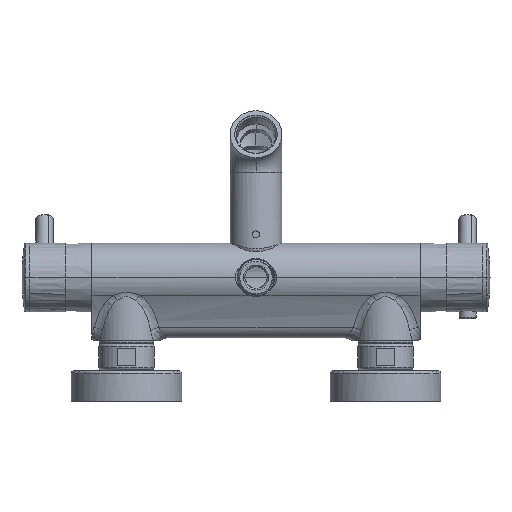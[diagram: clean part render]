
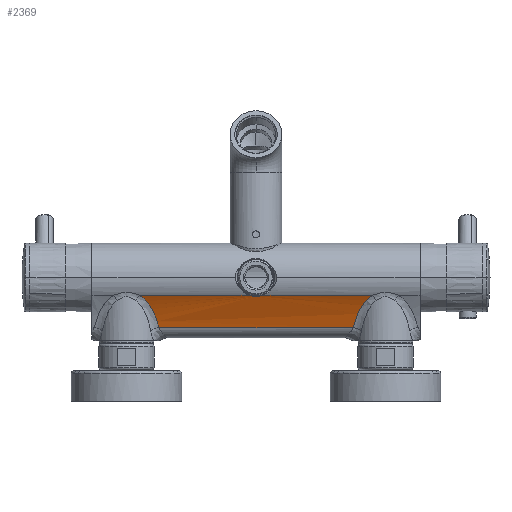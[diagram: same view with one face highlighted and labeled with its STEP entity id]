
A CAD part, front view. The second image highlights one B-rep face of the part: STEP entity #2369.
In plain terms, the highlighted cylindrical face has radius 100 mm (diameter 200 mm), a partial arc.
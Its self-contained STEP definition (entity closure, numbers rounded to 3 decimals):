
#2271=CARTESIAN_POINT('Axis2P3D Location',(-26.02,-103.077,-61.442)) ;
#2277=CARTESIAN_POINT('Control Point',(4.017,-17.179,-10.24)) ;
#2278=CARTESIAN_POINT('Control Point',(3.254,-17.001,-10.54)) ;
#2279=CARTESIAN_POINT('Control Point',(2.469,-16.867,-10.767)) ;
#2280=CARTESIAN_POINT('Control Point',(1.637,-16.775,-10.925)) ;
#2281=CARTESIAN_POINT('Control Point',(0.822,-16.731,-11.)) ;
#2282=CARTESIAN_POINT('Control Point',(0.,-16.731,-11.)) ;
#2283=CARTESIAN_POINT('Vertex',(4.017,-17.179,-10.24)) ;
#2285=CARTESIAN_POINT('Vertex',(0.,-16.731,-11.)) ;
#2289=CARTESIAN_POINT('Control Point',(0.,-16.731,-11.)) ;
#2290=CARTESIAN_POINT('Control Point',(-0.821,-16.731,-11.)) ;
#2291=CARTESIAN_POINT('Control Point',(-1.637,-16.775,-10.925)) ;
#2292=CARTESIAN_POINT('Control Point',(-2.468,-16.867,-10.767)) ;
#2293=CARTESIAN_POINT('Control Point',(-3.254,-17.001,-10.54)) ;
#2294=CARTESIAN_POINT('Control Point',(-4.017,-17.179,-10.24)) ;
#2295=CARTESIAN_POINT('Vertex',(-4.017,-17.179,-10.24)) ;
#2299=CARTESIAN_POINT('Control Point',(-4.017,-17.179,-10.24)) ;
#2300=CARTESIAN_POINT('Control Point',(-25.24,-17.18,-10.24)) ;
#2301=CARTESIAN_POINT('Control Point',(-46.464,-17.179,-10.24)) ;
#2302=CARTESIAN_POINT('Control Point',(-67.688,-17.179,-10.24)) ;
#2303=CARTESIAN_POINT('Vertex',(-67.688,-17.179,-10.24)) ;
#2307=CARTESIAN_POINT('Control Point',(-67.688,-17.18,-10.24)) ;
#2308=CARTESIAN_POINT('Control Point',(-67.023,-16.948,-10.629)) ;
#2309=CARTESIAN_POINT('Control Point',(-66.374,-16.693,-11.061)) ;
#2310=CARTESIAN_POINT('Control Point',(-65.743,-16.417,-11.537)) ;
#2311=CARTESIAN_POINT('Control Point',(-64.121,-15.631,-12.914)) ;
#2312=CARTESIAN_POINT('Control Point',(-62.64,-14.728,-14.574)) ;
#2313=CARTESIAN_POINT('Control Point',(-61.786,-14.134,-15.706)) ;
#2314=CARTESIAN_POINT('Control Point',(-60.405,-13.063,-17.836)) ;
#2315=CARTESIAN_POINT('Control Point',(-59.218,-11.964,-20.206)) ;
#2316=CARTESIAN_POINT('Control Point',(-58.745,-11.494,-21.26)) ;
#2317=CARTESIAN_POINT('Control Point',(-57.898,-10.594,-23.36)) ;
#2318=CARTESIAN_POINT('Control Point',(-57.167,-9.716,-25.585)) ;
#2319=CARTESIAN_POINT('Control Point',(-56.843,-9.305,-26.674)) ;
#2320=CARTESIAN_POINT('Control Point',(-56.542,-8.902,-27.789)) ;
#2321=CARTESIAN_POINT('Control Point',(-56.264,-8.511,-28.926)) ;
#2322=CARTESIAN_POINT('Vertex',(-56.264,-8.511,-28.926)) ;
#2325=CARTESIAN_POINT('Line Origine',(-26.02,-8.511,-28.926)) ;
#2329=CARTESIAN_POINT('Vertex',(56.264,-8.511,-28.926)) ;
#2333=CARTESIAN_POINT('Control Point',(56.264,-8.511,-28.926)) ;
#2334=CARTESIAN_POINT('Control Point',(56.593,-8.973,-27.582)) ;
#2335=CARTESIAN_POINT('Control Point',(56.953,-9.451,-26.27)) ;
#2336=CARTESIAN_POINT('Control Point',(57.346,-9.942,-24.992)) ;
#2337=CARTESIAN_POINT('Control Point',(58.166,-10.898,-22.624)) ;
#2338=CARTESIAN_POINT('Control Point',(59.125,-11.872,-20.41)) ;
#2339=CARTESIAN_POINT('Control Point',(59.611,-12.335,-19.398)) ;
#2340=CARTESIAN_POINT('Control Point',(60.493,-13.115,-17.753)) ;
#2341=CARTESIAN_POINT('Control Point',(61.475,-13.876,-16.234)) ;
#2342=CARTESIAN_POINT('Control Point',(61.892,-14.181,-15.637)) ;
#2343=CARTESIAN_POINT('Control Point',(62.733,-14.761,-14.524)) ;
#2344=CARTESIAN_POINT('Control Point',(63.636,-15.313,-13.505)) ;
#2345=CARTESIAN_POINT('Control Point',(64.088,-15.572,-13.035)) ;
#2346=CARTESIAN_POINT('Control Point',(65.046,-16.086,-12.115)) ;
#2347=CARTESIAN_POINT('Control Point',(66.055,-16.551,-11.307)) ;
#2348=CARTESIAN_POINT('Control Point',(66.589,-16.777,-10.919)) ;
#2349=CARTESIAN_POINT('Control Point',(67.133,-16.986,-10.565)) ;
#2350=CARTESIAN_POINT('Control Point',(67.688,-17.18,-10.24)) ;
#2351=CARTESIAN_POINT('Vertex',(67.688,-17.18,-10.24)) ;
#2355=CARTESIAN_POINT('Control Point',(67.688,-17.18,-10.24)) ;
#2356=CARTESIAN_POINT('Control Point',(46.464,-17.18,-10.24)) ;
#2357=CARTESIAN_POINT('Control Point',(25.24,-17.18,-10.24)) ;
#2358=CARTESIAN_POINT('Control Point',(4.017,-17.18,-10.24)) ;
#2327=VECTOR('Line Direction',#2326,1.) ;
#2272=DIRECTION('Axis2P3D Direction',(1.,0.,0.)) ;
#2273=DIRECTION('Axis2P3D XDirection',(0.,1.,0.)) ;
#2326=DIRECTION('Vector Direction',(1.,0.,0.)) ;
#2274=AXIS2_PLACEMENT_3D('Cylinder Axis2P3D',#2271,#2272,#2273) ;
#2328=LINE('Line',#2325,#2327) ;
#2275=CYLINDRICAL_SURFACE('generated cylinder',#2274,100.) ;
#2287=EDGE_CURVE('',#2284,#2286,#2276,.T.) ;
#2297=EDGE_CURVE('',#2286,#2296,#2288,.T.) ;
#2305=EDGE_CURVE('',#2296,#2304,#2298,.T.) ;
#2324=EDGE_CURVE('',#2304,#2323,#2306,.T.) ;
#2331=EDGE_CURVE('',#2323,#2330,#2328,.T.) ;
#2353=EDGE_CURVE('',#2330,#2352,#2332,.T.) ;
#2359=EDGE_CURVE('',#2352,#2284,#2354,.T.) ;
#2361=ORIENTED_EDGE('',*,*,#2287,.T.) ;
#2362=ORIENTED_EDGE('',*,*,#2297,.T.) ;
#2363=ORIENTED_EDGE('',*,*,#2305,.T.) ;
#2364=ORIENTED_EDGE('',*,*,#2324,.T.) ;
#2365=ORIENTED_EDGE('',*,*,#2331,.T.) ;
#2366=ORIENTED_EDGE('',*,*,#2353,.T.) ;
#2367=ORIENTED_EDGE('',*,*,#2359,.T.) ;
#2360=EDGE_LOOP('',(#2361,#2362,#2363,#2364,#2365,#2366,#2367)) ;
#2284=VERTEX_POINT('',#2283) ;
#2286=VERTEX_POINT('',#2285) ;
#2296=VERTEX_POINT('',#2295) ;
#2304=VERTEX_POINT('',#2303) ;
#2323=VERTEX_POINT('',#2322) ;
#2330=VERTEX_POINT('',#2329) ;
#2352=VERTEX_POINT('',#2351) ;
#2369=ADVANCED_FACE('Superficie.27',(#2368),#2275,.F.) ;
#2276=B_SPLINE_CURVE_WITH_KNOTS('',5,(#2277,#2278,#2279,#2280,#2281,#2282),.UNSPECIFIED.,.F.,.U.,(6,6),(0.,5.861),.UNSPECIFIED.) ;
#2288=B_SPLINE_CURVE_WITH_KNOTS('',5,(#2289,#2290,#2291,#2292,#2293,#2294),.UNSPECIFIED.,.F.,.U.,(6,6),(0.,5.862),.UNSPECIFIED.) ;
#2298=B_SPLINE_CURVE_WITH_KNOTS('',3,(#2299,#2300,#2301,#2302),.UNSPECIFIED.,.F.,.U.,(4,4),(0.,90.044),.UNSPECIFIED.) ;
#2306=B_SPLINE_CURVE_WITH_KNOTS('',5,(#2307,#2308,#2309,#2310,#2311,#2312,#2313,#2314,#2315,#2316,#2317,#2318,#2319,#2320,#2321),.UNSPECIFIED.,.F.,.U.,(6,3,3,3,6),(0.,6.83,18.064,26.503,34.245),.UNSPECIFIED.) ;
#2332=B_SPLINE_CURVE_WITH_KNOTS('',5,(#2333,#2334,#2335,#2336,#2337,#2338,#2339,#2340,#2341,#2342,#2343,#2344,#2345,#2346,#2347,#2348,#2349,#2350),.UNSPECIFIED.,.F.,.U.,(6,3,3,3,3,6),(0.,9.144,17.451,23.167,28.538,34.242),.UNSPECIFIED.) ;
#2354=B_SPLINE_CURVE_WITH_KNOTS('',3,(#2355,#2356,#2357,#2358),.UNSPECIFIED.,.F.,.U.,(4,4),(0.,90.044),.UNSPECIFIED.) ;
#2368=FACE_OUTER_BOUND('',#2360,.T.) ;
